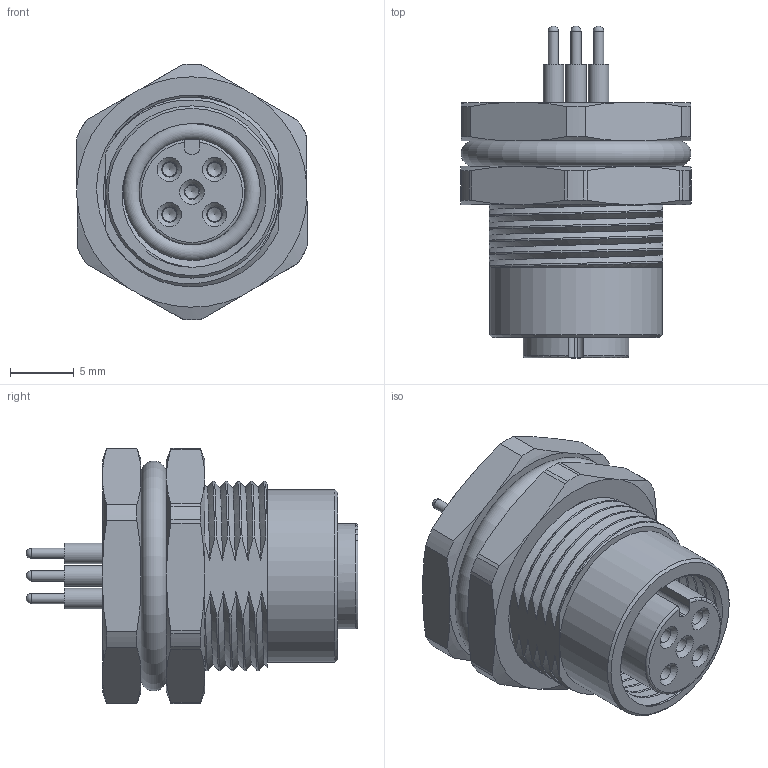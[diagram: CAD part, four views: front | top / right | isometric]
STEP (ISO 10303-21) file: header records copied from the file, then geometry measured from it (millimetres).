
FILE_DESCRIPTION(/* description */ ('Unknown'),/* implementation_level */ '2;1');
FILE_NAME(/* name */ '643260100605',/* time_stamp */ '2021-03-22T17:38:16+01:00',/* author */ ('Unknown'),/* organization */ ('Unknown'),/* preprocessor_version */ 'ST-DEVELOPER v16.7',/* originating_system */ 'DEX',/* authorisation */ $);
FILE_SCHEMA (('AUTOMOTIVE_DESIGN {1 0 10303 214 3 1 1}'));
Length unit declared in the file: millimetre
Products named in the file (8): 6432601006xx; 6432601006xx_housing; 643260100605; 643xx01004xx_Seal_outer; 643xx01006xx_Nut; 643xx01004xx_Seal_inner; 6432201004xx_Pin; 6432601006xx_Glue
Assembly tree (11 placements, depth 2):
  6432601006xx
    6432601006xx_housing
    643260100605
    643xx01004xx_Seal_outer
    643xx01006xx_Nut
    643xx01004xx_Seal_inner
    6432201004xx_Pin  x5
    6432601006xx_Glue
Bounding box: 18.07 x 26 x 20 mm (x, y, z)
Volume: 3395.9 mm3; surface area: 5753.8 mm2
Topology: 11 solids, 11 shells, 477 faces, 1161 edges, 757 vertices
Faces by surface type: plane 183, cylinder 154, cone 55, bspline 43, torus 37, sphere 5
Full cylindrical faces by diameter (mm): 0.8 x5, 1.1 x5, 1.2 x5, 1.3 x5, 1.6 x15, 1.7 x25, 1.8 x20, 1.9 x10, 8.3 x1, 8.74 x2, 9.14 x1, 9.25 x1, 10.58 x1, 10.72 x8, 11 x2, 11.1 x1, 13.5 x2
Entity records: 29941 total; most frequent: CARTESIAN_POINT 23419, ORIENTED_EDGE 1328, DIRECTION 1176, EDGE_CURVE 664, AXIS2_PLACEMENT_3D 476, VERTEX_POINT 473, FACE_BOUND 403, EDGE_LOOP 400
